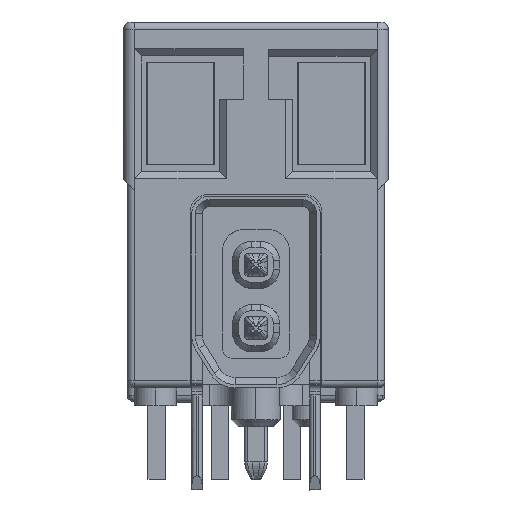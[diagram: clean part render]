
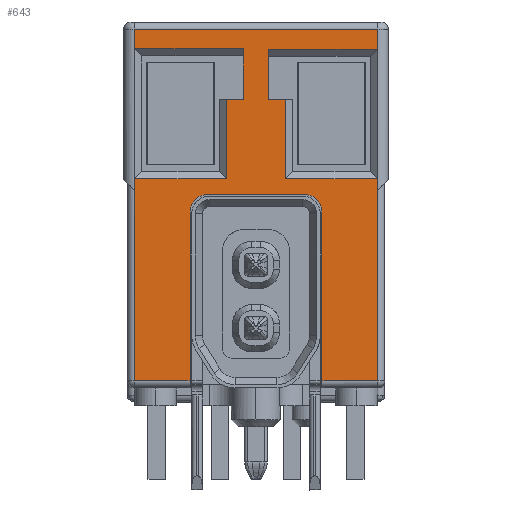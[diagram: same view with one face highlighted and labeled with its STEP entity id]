
A CAD part, front view. The second image highlights one B-rep face of the part: STEP entity #643.
In plain terms, the highlighted planar face has unit normal (0, -1, 0).
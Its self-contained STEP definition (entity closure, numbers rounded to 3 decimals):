
#480=AXIS2_PLACEMENT_3D('Plane Axis2P3D',#477,#478,#479) ;
#535=AXIS2_PLACEMENT_3D('Circle Axis2P3D',#533,#534,$) ;
#549=AXIS2_PLACEMENT_3D('Circle Axis2P3D',#547,#548,$) ;
#220=CARTESIAN_POINT('Vertex',(2.816,0.,11.106)) ;
#223=CARTESIAN_POINT('Line Origine',(3.06,0.,11.106)) ;
#227=CARTESIAN_POINT('Vertex',(3.304,0.,11.106)) ;
#249=CARTESIAN_POINT('Line Origine',(3.304,0.,11.821)) ;
#253=CARTESIAN_POINT('Vertex',(3.304,0.,12.535)) ;
#411=CARTESIAN_POINT('Vertex',(0.214,0.,12.535)) ;
#414=CARTESIAN_POINT('Line Origine',(0.214,0.,10.688)) ;
#418=CARTESIAN_POINT('Vertex',(0.214,0.,8.84)) ;
#439=CARTESIAN_POINT('Line Origine',(1.515,0.,8.84)) ;
#443=CARTESIAN_POINT('Vertex',(2.816,0.,8.84)) ;
#464=CARTESIAN_POINT('Line Origine',(2.816,0.,9.973)) ;
#477=CARTESIAN_POINT('Axis2P3D Location',(4.685,0.,4.267)) ;
#482=CARTESIAN_POINT('Line Origine',(7.12,0.,5.811)) ;
#486=CARTESIAN_POINT('Vertex',(7.12,0.,3.1)) ;
#488=CARTESIAN_POINT('Vertex',(7.12,0.,8.522)) ;
#491=CARTESIAN_POINT('Line Origine',(7.12,0.,10.811)) ;
#495=CARTESIAN_POINT('Vertex',(7.12,0.,13.1)) ;
#498=CARTESIAN_POINT('Line Origine',(3.66,0.,13.1)) ;
#502=CARTESIAN_POINT('Vertex',(0.2,0.,13.1)) ;
#505=CARTESIAN_POINT('Line Origine',(0.2,0.,10.811)) ;
#509=CARTESIAN_POINT('Vertex',(0.2,0.,8.522)) ;
#512=CARTESIAN_POINT('Line Origine',(0.2,0.,5.811)) ;
#516=CARTESIAN_POINT('Vertex',(0.2,0.,3.1)) ;
#519=CARTESIAN_POINT('Line Origine',(0.993,0.,3.1)) ;
#523=CARTESIAN_POINT('Vertex',(1.785,0.,3.1)) ;
#526=CARTESIAN_POINT('Line Origine',(1.785,0.,5.5)) ;
#530=CARTESIAN_POINT('Vertex',(1.785,0.,7.9)) ;
#533=CARTESIAN_POINT('Axis2P3D Location',(2.285,0.,7.9)) ;
#537=CARTESIAN_POINT('Vertex',(2.285,0.,8.4)) ;
#540=CARTESIAN_POINT('Line Origine',(3.66,0.,8.4)) ;
#544=CARTESIAN_POINT('Vertex',(5.035,0.,8.4)) ;
#547=CARTESIAN_POINT('Axis2P3D Location',(5.035,0.,7.9)) ;
#551=CARTESIAN_POINT('Vertex',(5.535,0.,7.9)) ;
#554=CARTESIAN_POINT('Line Origine',(5.535,0.,5.5)) ;
#558=CARTESIAN_POINT('Vertex',(5.535,0.,3.1)) ;
#561=CARTESIAN_POINT('Line Origine',(6.328,0.,3.1)) ;
#580=CARTESIAN_POINT('Line Origine',(1.759,0.,12.535)) ;
#593=CARTESIAN_POINT('Line Origine',(4.504,0.,9.979)) ;
#597=CARTESIAN_POINT('Vertex',(4.504,0.,11.106)) ;
#599=CARTESIAN_POINT('Vertex',(4.504,0.,8.852)) ;
#602=CARTESIAN_POINT('Line Origine',(4.26,0.,11.106)) ;
#606=CARTESIAN_POINT('Vertex',(4.016,0.,11.106)) ;
#609=CARTESIAN_POINT('Line Origine',(4.016,0.,11.815)) ;
#613=CARTESIAN_POINT('Vertex',(4.016,0.,12.523)) ;
#616=CARTESIAN_POINT('Line Origine',(5.561,0.,12.523)) ;
#620=CARTESIAN_POINT('Vertex',(7.106,0.,12.523)) ;
#623=CARTESIAN_POINT('Line Origine',(7.106,0.,10.687)) ;
#627=CARTESIAN_POINT('Vertex',(7.106,0.,8.852)) ;
#630=CARTESIAN_POINT('Line Origine',(5.805,0.,8.852)) ;
#224=DIRECTION('Vector Direction',(1.,0.,0.)) ;
#250=DIRECTION('Vector Direction',(0.,0.,-1.)) ;
#415=DIRECTION('Vector Direction',(0.,0.,1.)) ;
#440=DIRECTION('Vector Direction',(1.,0.,0.)) ;
#465=DIRECTION('Vector Direction',(0.,0.,-1.)) ;
#478=DIRECTION('Axis2P3D Direction',(0.,-1.,0.)) ;
#479=DIRECTION('Axis2P3D XDirection',(0.,0.,1.)) ;
#483=DIRECTION('Vector Direction',(0.,0.,1.)) ;
#492=DIRECTION('Vector Direction',(0.,0.,1.)) ;
#499=DIRECTION('Vector Direction',(1.,0.,0.)) ;
#506=DIRECTION('Vector Direction',(0.,0.,-1.)) ;
#513=DIRECTION('Vector Direction',(0.,0.,-1.)) ;
#520=DIRECTION('Vector Direction',(-1.,0.,0.)) ;
#527=DIRECTION('Vector Direction',(0.,0.,1.)) ;
#534=DIRECTION('Axis2P3D Direction',(0.,-1.,0.)) ;
#541=DIRECTION('Vector Direction',(1.,0.,0.)) ;
#548=DIRECTION('Axis2P3D Direction',(0.,-1.,0.)) ;
#555=DIRECTION('Vector Direction',(0.,0.,-1.)) ;
#562=DIRECTION('Vector Direction',(1.,0.,0.)) ;
#581=DIRECTION('Vector Direction',(-1.,0.,0.)) ;
#594=DIRECTION('Vector Direction',(0.,0.,-1.)) ;
#603=DIRECTION('Vector Direction',(1.,0.,0.)) ;
#610=DIRECTION('Vector Direction',(0.,0.,1.)) ;
#617=DIRECTION('Vector Direction',(-1.,0.,0.)) ;
#624=DIRECTION('Vector Direction',(0.,0.,1.)) ;
#631=DIRECTION('Vector Direction',(-1.,0.,0.)) ;
#225=VECTOR('Line Direction',#224,1.) ;
#251=VECTOR('Line Direction',#250,1.) ;
#416=VECTOR('Line Direction',#415,1.) ;
#441=VECTOR('Line Direction',#440,1.) ;
#466=VECTOR('Line Direction',#465,1.) ;
#484=VECTOR('Line Direction',#483,1.) ;
#493=VECTOR('Line Direction',#492,1.) ;
#500=VECTOR('Line Direction',#499,1.) ;
#507=VECTOR('Line Direction',#506,1.) ;
#514=VECTOR('Line Direction',#513,1.) ;
#521=VECTOR('Line Direction',#520,1.) ;
#528=VECTOR('Line Direction',#527,1.) ;
#542=VECTOR('Line Direction',#541,1.) ;
#556=VECTOR('Line Direction',#555,1.) ;
#563=VECTOR('Line Direction',#562,1.) ;
#582=VECTOR('Line Direction',#581,1.) ;
#595=VECTOR('Line Direction',#594,1.) ;
#604=VECTOR('Line Direction',#603,1.) ;
#611=VECTOR('Line Direction',#610,1.) ;
#618=VECTOR('Line Direction',#617,1.) ;
#625=VECTOR('Line Direction',#624,1.) ;
#632=VECTOR('Line Direction',#631,1.) ;
#567=ORIENTED_EDGE('',*,*,#490,.T.) ;
#568=ORIENTED_EDGE('',*,*,#497,.T.) ;
#569=ORIENTED_EDGE('',*,*,#504,.F.) ;
#570=ORIENTED_EDGE('',*,*,#511,.T.) ;
#571=ORIENTED_EDGE('',*,*,#518,.T.) ;
#572=ORIENTED_EDGE('',*,*,#525,.F.) ;
#573=ORIENTED_EDGE('',*,*,#532,.T.) ;
#574=ORIENTED_EDGE('',*,*,#539,.F.) ;
#575=ORIENTED_EDGE('',*,*,#546,.T.) ;
#576=ORIENTED_EDGE('',*,*,#553,.F.) ;
#577=ORIENTED_EDGE('',*,*,#560,.T.) ;
#578=ORIENTED_EDGE('',*,*,#565,.T.) ;
#586=ORIENTED_EDGE('',*,*,#584,.F.) ;
#587=ORIENTED_EDGE('',*,*,#255,.T.) ;
#588=ORIENTED_EDGE('',*,*,#229,.F.) ;
#589=ORIENTED_EDGE('',*,*,#468,.T.) ;
#590=ORIENTED_EDGE('',*,*,#445,.F.) ;
#591=ORIENTED_EDGE('',*,*,#420,.T.) ;
#636=ORIENTED_EDGE('',*,*,#601,.F.) ;
#637=ORIENTED_EDGE('',*,*,#608,.F.) ;
#638=ORIENTED_EDGE('',*,*,#615,.T.) ;
#639=ORIENTED_EDGE('',*,*,#622,.F.) ;
#640=ORIENTED_EDGE('',*,*,#629,.F.) ;
#641=ORIENTED_EDGE('',*,*,#634,.T.) ;
#592=FACE_BOUND('',#585,.T.) ;
#642=FACE_BOUND('',#635,.T.) ;
#643=ADVANCED_FACE('main body',(#579,#592,#642),#481,.T.) ;
#536=CIRCLE('generated circle',#535,0.5) ;
#550=CIRCLE('generated circle',#549,0.5) ;
#229=EDGE_CURVE('',#221,#228,#226,.T.) ;
#255=EDGE_CURVE('',#254,#228,#252,.T.) ;
#420=EDGE_CURVE('',#419,#412,#417,.T.) ;
#445=EDGE_CURVE('',#419,#444,#442,.T.) ;
#468=EDGE_CURVE('',#221,#444,#467,.T.) ;
#490=EDGE_CURVE('',#487,#489,#485,.T.) ;
#497=EDGE_CURVE('',#489,#496,#494,.T.) ;
#504=EDGE_CURVE('',#503,#496,#501,.T.) ;
#511=EDGE_CURVE('',#503,#510,#508,.T.) ;
#518=EDGE_CURVE('',#510,#517,#515,.T.) ;
#525=EDGE_CURVE('',#524,#517,#522,.T.) ;
#532=EDGE_CURVE('',#524,#531,#529,.T.) ;
#539=EDGE_CURVE('',#538,#531,#536,.T.) ;
#546=EDGE_CURVE('',#538,#545,#543,.T.) ;
#553=EDGE_CURVE('',#552,#545,#550,.T.) ;
#560=EDGE_CURVE('',#552,#559,#557,.T.) ;
#565=EDGE_CURVE('',#559,#487,#564,.T.) ;
#584=EDGE_CURVE('',#254,#412,#583,.T.) ;
#601=EDGE_CURVE('',#598,#600,#596,.T.) ;
#608=EDGE_CURVE('',#607,#598,#605,.T.) ;
#615=EDGE_CURVE('',#607,#614,#612,.T.) ;
#622=EDGE_CURVE('',#621,#614,#619,.T.) ;
#629=EDGE_CURVE('',#628,#621,#626,.T.) ;
#634=EDGE_CURVE('',#628,#600,#633,.T.) ;
#566=EDGE_LOOP('',(#567,#568,#569,#570,#571,#572,#573,#574,#575,#576,#577,#578)) ;
#585=EDGE_LOOP('',(#586,#587,#588,#589,#590,#591)) ;
#635=EDGE_LOOP('',(#636,#637,#638,#639,#640,#641)) ;
#579=FACE_OUTER_BOUND('',#566,.T.) ;
#226=LINE('Line',#223,#225) ;
#252=LINE('Line',#249,#251) ;
#417=LINE('Line',#414,#416) ;
#442=LINE('Line',#439,#441) ;
#467=LINE('Line',#464,#466) ;
#485=LINE('Line',#482,#484) ;
#494=LINE('Line',#491,#493) ;
#501=LINE('Line',#498,#500) ;
#508=LINE('Line',#505,#507) ;
#515=LINE('Line',#512,#514) ;
#522=LINE('Line',#519,#521) ;
#529=LINE('Line',#526,#528) ;
#543=LINE('Line',#540,#542) ;
#557=LINE('Line',#554,#556) ;
#564=LINE('Line',#561,#563) ;
#583=LINE('Line',#580,#582) ;
#596=LINE('Line',#593,#595) ;
#605=LINE('Line',#602,#604) ;
#612=LINE('Line',#609,#611) ;
#619=LINE('Line',#616,#618) ;
#626=LINE('Line',#623,#625) ;
#633=LINE('Line',#630,#632) ;
#481=PLANE('',#480) ;
#221=VERTEX_POINT('',#220) ;
#228=VERTEX_POINT('',#227) ;
#254=VERTEX_POINT('',#253) ;
#412=VERTEX_POINT('',#411) ;
#419=VERTEX_POINT('',#418) ;
#444=VERTEX_POINT('',#443) ;
#487=VERTEX_POINT('',#486) ;
#489=VERTEX_POINT('',#488) ;
#496=VERTEX_POINT('',#495) ;
#503=VERTEX_POINT('',#502) ;
#510=VERTEX_POINT('',#509) ;
#517=VERTEX_POINT('',#516) ;
#524=VERTEX_POINT('',#523) ;
#531=VERTEX_POINT('',#530) ;
#538=VERTEX_POINT('',#537) ;
#545=VERTEX_POINT('',#544) ;
#552=VERTEX_POINT('',#551) ;
#559=VERTEX_POINT('',#558) ;
#598=VERTEX_POINT('',#597) ;
#600=VERTEX_POINT('',#599) ;
#607=VERTEX_POINT('',#606) ;
#614=VERTEX_POINT('',#613) ;
#621=VERTEX_POINT('',#620) ;
#628=VERTEX_POINT('',#627) ;
